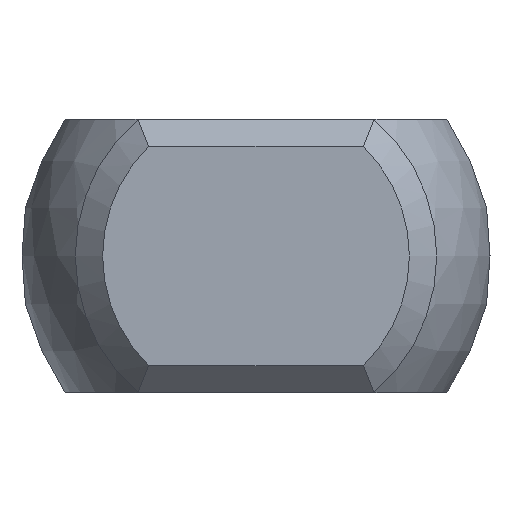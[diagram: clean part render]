
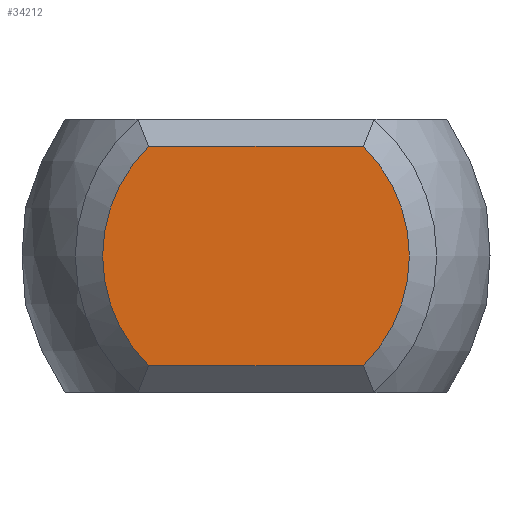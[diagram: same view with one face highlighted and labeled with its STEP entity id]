
A CAD part, left-side view. The second image highlights one B-rep face of the part: STEP entity #34212.
In plain terms, the highlighted planar face has unit normal (-1, 0, 0).
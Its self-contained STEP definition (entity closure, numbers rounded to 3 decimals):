
#32839 = PLANE('',#32840);
#32840 = AXIS2_PLACEMENT_3D('',#32841,#32842,#32843);
#32841 = CARTESIAN_POINT('',(-12.25,3.125,2.25));
#32842 = DIRECTION('',(-0.707,0.,0.707));
#32843 = DIRECTION('',(0.707,0.,0.707));
#33845 = EDGE_CURVE('',#33846,#33848,#33850,.T.);
#33846 = VERTEX_POINT('',#33847);
#33847 = CARTESIAN_POINT('',(-12.5,-1.96,-2.));
#33848 = VERTEX_POINT('',#33849);
#33849 = CARTESIAN_POINT('',(-12.5,1.96,-2.));
#33850 = SURFACE_CURVE('',#33851,(#33855,#33867),.PCURVE_S1.);
#33851 = LINE('',#33852,#33853);
#33852 = CARTESIAN_POINT('',(-12.5,-3.125,-2.));
#33853 = VECTOR('',#33854,1.);
#33854 = DIRECTION('',(0.,1.,0.));
#33855 = PCURVE('',#33856,#33861);
#33856 = PLANE('',#33857);
#33857 = AXIS2_PLACEMENT_3D('',#33858,#33859,#33860);
#33858 = CARTESIAN_POINT('',(-12.25,-3.125,-2.25));
#33859 = DIRECTION('',(-0.707,0.,
    -0.707));
#33860 = DIRECTION('',(-0.707,0.,0.707));
#33861 = DEFINITIONAL_REPRESENTATION('',(#33862),#33866);
#33862 = LINE('',#33863,#33864);
#33863 = CARTESIAN_POINT('',(0.354,0.));
#33864 = VECTOR('',#33865,1.);
#33865 = DIRECTION('',(0.,1.));
#33866 = ( GEOMETRIC_REPRESENTATION_CONTEXT(2) 
PARAMETRIC_REPRESENTATION_CONTEXT() REPRESENTATION_CONTEXT('2D SPACE',''
  ) );
#33867 = PCURVE('',#33868,#33873);
#33868 = PLANE('',#33869);
#33869 = AXIS2_PLACEMENT_3D('',#33870,#33871,#33872);
#33870 = CARTESIAN_POINT('',(-12.5,0.,0.));
#33871 = DIRECTION('',(1.,0.,0.));
#33872 = DIRECTION('',(0.,0.,-1.));
#33873 = DEFINITIONAL_REPRESENTATION('',(#33874),#33878);
#33874 = LINE('',#33875,#33876);
#33875 = CARTESIAN_POINT('',(2.,-3.125));
#33876 = VECTOR('',#33877,1.);
#33877 = DIRECTION('',(0.,1.));
#33878 = ( GEOMETRIC_REPRESENTATION_CONTEXT(2) 
PARAMETRIC_REPRESENTATION_CONTEXT() REPRESENTATION_CONTEXT('2D SPACE',''
  ) );
#33898 = CONICAL_SURFACE('',#33899,3.05,0.785);
#33899 = AXIS2_PLACEMENT_3D('',#33900,#33901,#33902);
#33900 = CARTESIAN_POINT('',(-12.25,0.,0.));
#33901 = DIRECTION('',(1.,0.,0.));
#33902 = DIRECTION('',(-0.,1.,0.));
#33948 = CONICAL_SURFACE('',#33949,3.05,0.785);
#33949 = AXIS2_PLACEMENT_3D('',#33950,#33951,#33952);
#33950 = CARTESIAN_POINT('',(-12.25,0.,0.));
#33951 = DIRECTION('',(1.,0.,0.));
#33952 = DIRECTION('',(0.,-1.,0.));
#33962 = EDGE_CURVE('',#33963,#33965,#33967,.T.);
#33963 = VERTEX_POINT('',#33964);
#33964 = CARTESIAN_POINT('',(-12.5,1.96,2.));
#33965 = VERTEX_POINT('',#33966);
#33966 = CARTESIAN_POINT('',(-12.5,-1.96,2.));
#33967 = SURFACE_CURVE('',#33968,(#33972,#33979),.PCURVE_S1.);
#33968 = LINE('',#33969,#33970);
#33969 = CARTESIAN_POINT('',(-12.5,3.125,2.));
#33970 = VECTOR('',#33971,1.);
#33971 = DIRECTION('',(0.,-1.,0.));
#33972 = PCURVE('',#32839,#33973);
#33973 = DEFINITIONAL_REPRESENTATION('',(#33974),#33978);
#33974 = LINE('',#33975,#33976);
#33975 = CARTESIAN_POINT('',(-0.354,0.));
#33976 = VECTOR('',#33977,1.);
#33977 = DIRECTION('',(0.,-1.));
#33978 = ( GEOMETRIC_REPRESENTATION_CONTEXT(2) 
PARAMETRIC_REPRESENTATION_CONTEXT() REPRESENTATION_CONTEXT('2D SPACE',''
  ) );
#33979 = PCURVE('',#33868,#33980);
#33980 = DEFINITIONAL_REPRESENTATION('',(#33981),#33985);
#33981 = LINE('',#33982,#33983);
#33982 = CARTESIAN_POINT('',(-2.,3.125));
#33983 = VECTOR('',#33984,1.);
#33984 = DIRECTION('',(0.,-1.));
#33985 = ( GEOMETRIC_REPRESENTATION_CONTEXT(2) 
PARAMETRIC_REPRESENTATION_CONTEXT() REPRESENTATION_CONTEXT('2D SPACE',''
  ) );
#34058 = EDGE_CURVE('',#33965,#33846,#34059,.T.);
#34059 = SURFACE_CURVE('',#34060,(#34065,#34072),.PCURVE_S1.);
#34060 = CIRCLE('',#34061,2.8);
#34061 = AXIS2_PLACEMENT_3D('',#34062,#34063,#34064);
#34062 = CARTESIAN_POINT('',(-12.5,0.,0.));
#34063 = DIRECTION('',(1.,0.,0.));
#34064 = DIRECTION('',(0.,-1.,0.));
#34065 = PCURVE('',#33948,#34066);
#34066 = DEFINITIONAL_REPRESENTATION('',(#34067),#34071);
#34067 = LINE('',#34068,#34069);
#34068 = CARTESIAN_POINT('',(-6.283,-0.25));
#34069 = VECTOR('',#34070,1.);
#34070 = DIRECTION('',(1.,0.));
#34071 = ( GEOMETRIC_REPRESENTATION_CONTEXT(2) 
PARAMETRIC_REPRESENTATION_CONTEXT() REPRESENTATION_CONTEXT('2D SPACE',''
  ) );
#34072 = PCURVE('',#33868,#34073);
#34073 = DEFINITIONAL_REPRESENTATION('',(#34074),#34078);
#34074 = CIRCLE('',#34075,2.8);
#34075 = AXIS2_PLACEMENT_2D('',#34076,#34077);
#34076 = CARTESIAN_POINT('',(0.,0.));
#34077 = DIRECTION('',(0.,-1.));
#34078 = ( GEOMETRIC_REPRESENTATION_CONTEXT(2) 
PARAMETRIC_REPRESENTATION_CONTEXT() REPRESENTATION_CONTEXT('2D SPACE',''
  ) );
#34084 = EDGE_CURVE('',#33848,#33963,#34085,.T.);
#34085 = SURFACE_CURVE('',#34086,(#34091,#34098),.PCURVE_S1.);
#34086 = CIRCLE('',#34087,2.8);
#34087 = AXIS2_PLACEMENT_3D('',#34088,#34089,#34090);
#34088 = CARTESIAN_POINT('',(-12.5,0.,0.));
#34089 = DIRECTION('',(1.,0.,0.));
#34090 = DIRECTION('',(-0.,1.,0.));
#34091 = PCURVE('',#33898,#34092);
#34092 = DEFINITIONAL_REPRESENTATION('',(#34093),#34097);
#34093 = LINE('',#34094,#34095);
#34094 = CARTESIAN_POINT('',(0.,-0.25));
#34095 = VECTOR('',#34096,1.);
#34096 = DIRECTION('',(1.,0.));
#34097 = ( GEOMETRIC_REPRESENTATION_CONTEXT(2) 
PARAMETRIC_REPRESENTATION_CONTEXT() REPRESENTATION_CONTEXT('2D SPACE',''
  ) );
#34098 = PCURVE('',#33868,#34099);
#34099 = DEFINITIONAL_REPRESENTATION('',(#34100),#34104);
#34100 = CIRCLE('',#34101,2.8);
#34101 = AXIS2_PLACEMENT_2D('',#34102,#34103);
#34102 = CARTESIAN_POINT('',(0.,0.));
#34103 = DIRECTION('',(0.,1.));
#34104 = ( GEOMETRIC_REPRESENTATION_CONTEXT(2) 
PARAMETRIC_REPRESENTATION_CONTEXT() REPRESENTATION_CONTEXT('2D SPACE',''
  ) );
#34212 = ADVANCED_FACE('',(#34213),#33868,.F.);
#34213 = FACE_BOUND('',#34214,.T.);
#34214 = EDGE_LOOP('',(#34215,#34216,#34217,#34218));
#34215 = ORIENTED_EDGE('',*,*,#33962,.F.);
#34216 = ORIENTED_EDGE('',*,*,#34084,.F.);
#34217 = ORIENTED_EDGE('',*,*,#33845,.F.);
#34218 = ORIENTED_EDGE('',*,*,#34058,.F.);
